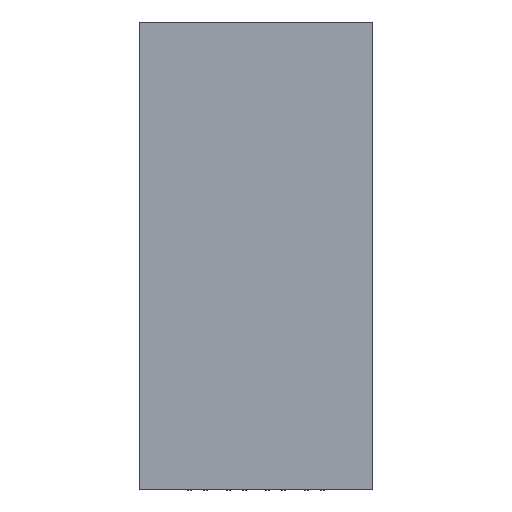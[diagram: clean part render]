
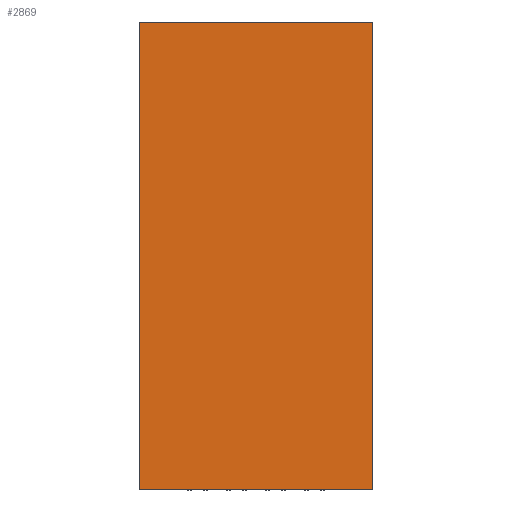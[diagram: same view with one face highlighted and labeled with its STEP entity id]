
A CAD part, top view. The second image highlights one B-rep face of the part: STEP entity #2869.
In plain terms, the highlighted face is planar.
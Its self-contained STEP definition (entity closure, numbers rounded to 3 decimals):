
#45 = DIRECTION ( 'NONE',  ( 0., 0., -1. ) ) ;
#382 = VECTOR ( 'NONE', #45, 1000. ) ;
#1725 = DIRECTION ( 'NONE',  ( -1., 0., 0. ) ) ;
#2179 = ORIENTED_EDGE ( 'NONE', *, *, #20219, .T. ) ;
#2479 = VERTEX_POINT ( 'NONE', #7025 ) ;
#2869 = ADVANCED_FACE ( 'NONE', ( #10573 ), #10096, .T. ) ;
#3080 = DIRECTION ( 'NONE',  ( 1., 0., 0. ) ) ;
#4611 = CARTESIAN_POINT ( 'NONE',  ( -1.5, 0.975, 0. ) ) ;
#4680 = LINE ( 'NONE', #8111, #382 ) ;
#4855 = VERTEX_POINT ( 'NONE', #15370 ) ;
#5025 = LINE ( 'NONE', #4611, #13595 ) ;
#5282 = VERTEX_POINT ( 'NONE', #20275 ) ;
#7025 = CARTESIAN_POINT ( 'NONE',  ( 1.5, 0.975, 3. ) ) ;
#7458 = LINE ( 'NONE', #18978, #15460 ) ;
#7633 = VERTEX_POINT ( 'NONE', #8689 ) ;
#8111 = CARTESIAN_POINT ( 'NONE',  ( 1.5, 0.975, 0. ) ) ;
#8548 = EDGE_CURVE ( 'NONE', #4855, #5282, #17673, .T. ) ;
#8689 = CARTESIAN_POINT ( 'NONE',  ( -1.5, 0.975, 3. ) ) ;
#8833 = DIRECTION ( 'NONE',  ( 0., 0., 1. ) ) ;
#8904 = DIRECTION ( 'NONE',  ( 0., 1., 0. ) ) ;
#8983 = CARTESIAN_POINT ( 'NONE',  ( 0., 0.975, 0. ) ) ;
#10096 = PLANE ( 'NONE',  #19794 ) ;
#10189 = ORIENTED_EDGE ( 'NONE', *, *, #8548, .T. ) ;
#10573 = FACE_OUTER_BOUND ( 'NONE', #14514, .T. ) ;
#11418 = CARTESIAN_POINT ( 'NONE',  ( 0., 0.975, -3. ) ) ;
#13595 = VECTOR ( 'NONE', #15829, 1000. ) ;
#14514 = EDGE_LOOP ( 'NONE', ( #20097, #2179, #20411, #10189 ) ) ;
#15370 = CARTESIAN_POINT ( 'NONE',  ( 1.5, 0.975, -3. ) ) ;
#15460 = VECTOR ( 'NONE', #3080, 1000. ) ;
#15829 = DIRECTION ( 'NONE',  ( 0., 0., 1. ) ) ;
#16845 = EDGE_CURVE ( 'NONE', #5282, #7633, #5025, .T. ) ;
#17165 = VECTOR ( 'NONE', #1725, 1000. ) ;
#17673 = LINE ( 'NONE', #11418, #17165 ) ;
#18978 = CARTESIAN_POINT ( 'NONE',  ( 0., 0.975, 3. ) ) ;
#19794 = AXIS2_PLACEMENT_3D ( 'NONE', #8983, #8904, #8833 ) ;
#19999 = EDGE_CURVE ( 'NONE', #2479, #4855, #4680, .T. ) ;
#20097 = ORIENTED_EDGE ( 'NONE', *, *, #16845, .T. ) ;
#20219 = EDGE_CURVE ( 'NONE', #7633, #2479, #7458, .T. ) ;
#20275 = CARTESIAN_POINT ( 'NONE',  ( -1.5, 0.975, -3. ) ) ;
#20411 = ORIENTED_EDGE ( 'NONE', *, *, #19999, .T. ) ;
